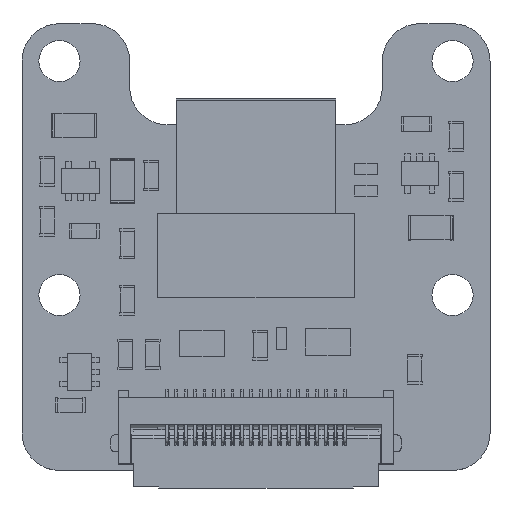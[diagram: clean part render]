
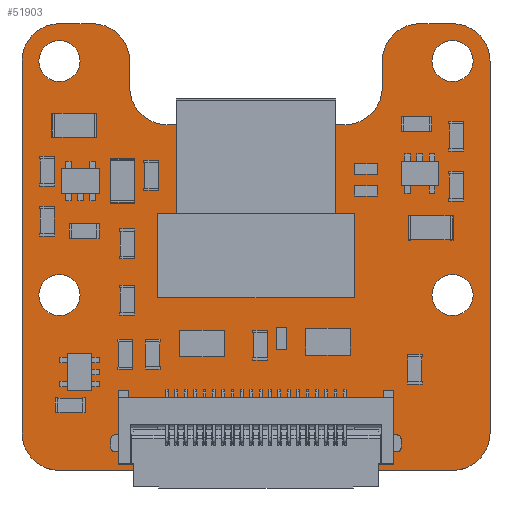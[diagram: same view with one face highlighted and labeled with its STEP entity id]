
A CAD part, top view. The second image highlights one B-rep face of the part: STEP entity #51903.
In plain terms, the highlighted planar face has unit normal (0, 0, 1).
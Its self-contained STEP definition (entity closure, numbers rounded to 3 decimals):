
#51230 = VERTEX_POINT('',#51231);
#51231 = CARTESIAN_POINT('',(-12.5,-30.956,0.));
#51237 = EDGE_CURVE('',#51230,#51238,#51240,.T.);
#51238 = VERTEX_POINT('',#51239);
#51239 = CARTESIAN_POINT('',(-10.5,-32.956,0.));
#51240 = CIRCLE('',#51241,2.001);
#51241 = AXIS2_PLACEMENT_3D('',#51242,#51243,#51244);
#51242 = CARTESIAN_POINT('',(-10.499,-30.955,0.));
#51243 = DIRECTION('',(0.,0.,1.));
#51244 = DIRECTION('',(-1.,0.,0.));
#51270 = EDGE_CURVE('',#51238,#51271,#51273,.T.);
#51271 = VERTEX_POINT('',#51272);
#51272 = CARTESIAN_POINT('',(10.5,-32.956,0.));
#51273 = LINE('',#51274,#51275);
#51274 = CARTESIAN_POINT('',(-10.5,-32.956,0.));
#51275 = VECTOR('',#51276,1.);
#51276 = DIRECTION('',(1.,0.,0.));
#51301 = EDGE_CURVE('',#51271,#51302,#51304,.T.);
#51302 = VERTEX_POINT('',#51303);
#51303 = CARTESIAN_POINT('',(12.5,-30.956,0.));
#51304 = CIRCLE('',#51305,2.001);
#51305 = AXIS2_PLACEMENT_3D('',#51306,#51307,#51308);
#51306 = CARTESIAN_POINT('',(10.499,-30.955,0.));
#51307 = DIRECTION('',(0.,0.,1.));
#51308 = DIRECTION('',(0.,-1.,0.));
#51334 = EDGE_CURVE('',#51302,#51335,#51337,.T.);
#51335 = VERTEX_POINT('',#51336);
#51336 = CARTESIAN_POINT('',(12.5,-11.094,0.));
#51337 = LINE('',#51338,#51339);
#51338 = CARTESIAN_POINT('',(12.5,-30.956,0.));
#51339 = VECTOR('',#51340,1.);
#51340 = DIRECTION('',(0.,1.,0.));
#51365 = EDGE_CURVE('',#51335,#51366,#51368,.T.);
#51366 = VERTEX_POINT('',#51367);
#51367 = CARTESIAN_POINT('',(10.5,-9.094,0.));
#51368 = CIRCLE('',#51369,2.001);
#51369 = AXIS2_PLACEMENT_3D('',#51370,#51371,#51372);
#51370 = CARTESIAN_POINT('',(10.499,-11.095,0.));
#51371 = DIRECTION('',(0.,0.,1.));
#51372 = DIRECTION('',(1.,0.,0.));
#51398 = EDGE_CURVE('',#51366,#51399,#51401,.T.);
#51399 = VERTEX_POINT('',#51400);
#51400 = CARTESIAN_POINT('',(8.75,-9.094,0.));
#51401 = LINE('',#51402,#51403);
#51402 = CARTESIAN_POINT('',(10.5,-9.094,0.));
#51403 = VECTOR('',#51404,1.);
#51404 = DIRECTION('',(-1.,0.,0.));
#51429 = EDGE_CURVE('',#51399,#51430,#51432,.T.);
#51430 = VERTEX_POINT('',#51431);
#51431 = CARTESIAN_POINT('',(6.75,-11.094,0.));
#51432 = CIRCLE('',#51433,2.001);
#51433 = AXIS2_PLACEMENT_3D('',#51434,#51435,#51436);
#51434 = CARTESIAN_POINT('',(8.751,-11.095,0.));
#51435 = DIRECTION('',(0.,0.,1.));
#51436 = DIRECTION('',(0.,1.,0.));
#51462 = EDGE_CURVE('',#51430,#51463,#51465,.T.);
#51463 = VERTEX_POINT('',#51464);
#51464 = CARTESIAN_POINT('',(6.75,-12.49,0.));
#51465 = LINE('',#51466,#51467);
#51466 = CARTESIAN_POINT('',(6.75,-11.094,0.));
#51467 = VECTOR('',#51468,1.);
#51468 = DIRECTION('',(0.,-1.,0.));
#51493 = EDGE_CURVE('',#51463,#51494,#51496,.T.);
#51494 = VERTEX_POINT('',#51495);
#51495 = CARTESIAN_POINT('',(4.75,-14.49,0.));
#51496 = CIRCLE('',#51497,2.001);
#51497 = AXIS2_PLACEMENT_3D('',#51498,#51499,#51500);
#51498 = CARTESIAN_POINT('',(4.749,-12.489,0.));
#51499 = DIRECTION('',(0.,0.,-1.));
#51500 = DIRECTION('',(1.,0.,0.));
#51526 = EDGE_CURVE('',#51494,#51527,#51529,.T.);
#51527 = VERTEX_POINT('',#51528);
#51528 = CARTESIAN_POINT('',(-4.75,-14.49,0.));
#51529 = LINE('',#51530,#51531);
#51530 = CARTESIAN_POINT('',(4.75,-14.49,0.));
#51531 = VECTOR('',#51532,1.);
#51532 = DIRECTION('',(-1.,0.,0.));
#51557 = EDGE_CURVE('',#51527,#51558,#51560,.T.);
#51558 = VERTEX_POINT('',#51559);
#51559 = CARTESIAN_POINT('',(-6.75,-12.49,0.));
#51560 = CIRCLE('',#51561,2.001);
#51561 = AXIS2_PLACEMENT_3D('',#51562,#51563,#51564);
#51562 = CARTESIAN_POINT('',(-4.749,-12.489,0.));
#51563 = DIRECTION('',(0.,0.,-1.));
#51564 = DIRECTION('',(0.,-1.,0.));
#51590 = EDGE_CURVE('',#51558,#51591,#51593,.T.);
#51591 = VERTEX_POINT('',#51592);
#51592 = CARTESIAN_POINT('',(-6.75,-11.094,0.));
#51593 = LINE('',#51594,#51595);
#51594 = CARTESIAN_POINT('',(-6.75,-12.49,0.));
#51595 = VECTOR('',#51596,1.);
#51596 = DIRECTION('',(0.,1.,0.));
#51621 = EDGE_CURVE('',#51591,#51622,#51624,.T.);
#51622 = VERTEX_POINT('',#51623);
#51623 = CARTESIAN_POINT('',(-8.745,-9.094,0.));
#51624 = CIRCLE('',#51625,2.001);
#51625 = AXIS2_PLACEMENT_3D('',#51626,#51627,#51628);
#51626 = CARTESIAN_POINT('',(-8.751,-11.095,0.));
#51627 = DIRECTION('',(0.,0.,1.));
#51628 = DIRECTION('',(1.,0.,0.));
#51654 = EDGE_CURVE('',#51622,#51655,#51657,.T.);
#51655 = VERTEX_POINT('',#51656);
#51656 = CARTESIAN_POINT('',(-10.5,-9.094,0.));
#51657 = LINE('',#51658,#51659);
#51658 = CARTESIAN_POINT('',(-8.745,-9.094,0.));
#51659 = VECTOR('',#51660,1.);
#51660 = DIRECTION('',(-1.,0.,0.));
#51685 = EDGE_CURVE('',#51655,#51686,#51688,.T.);
#51686 = VERTEX_POINT('',#51687);
#51687 = CARTESIAN_POINT('',(-12.5,-11.094,0.));
#51688 = CIRCLE('',#51689,2.001);
#51689 = AXIS2_PLACEMENT_3D('',#51690,#51691,#51692);
#51690 = CARTESIAN_POINT('',(-10.499,-11.095,0.));
#51691 = DIRECTION('',(0.,0.,1.));
#51692 = DIRECTION('',(0.,1.,0.));
#51718 = EDGE_CURVE('',#51686,#51230,#51719,.T.);
#51719 = LINE('',#51720,#51721);
#51720 = CARTESIAN_POINT('',(-12.5,-11.094,0.));
#51721 = VECTOR('',#51722,1.);
#51722 = DIRECTION('',(0.,-1.,0.));
#51742 = VERTEX_POINT('',#51743);
#51743 = CARTESIAN_POINT('',(-9.4,-23.594,0.));
#51749 = EDGE_CURVE('',#51742,#51742,#51750,.T.);
#51750 = CIRCLE('',#51751,1.1);
#51751 = AXIS2_PLACEMENT_3D('',#51752,#51753,#51754);
#51752 = CARTESIAN_POINT('',(-10.5,-23.594,0.));
#51753 = DIRECTION('',(0.,0.,1.));
#51754 = DIRECTION('',(1.,0.,0.));
#51775 = VERTEX_POINT('',#51776);
#51776 = CARTESIAN_POINT('',(-9.4,-11.094,0.));
#51782 = EDGE_CURVE('',#51775,#51775,#51783,.T.);
#51783 = CIRCLE('',#51784,1.1);
#51784 = AXIS2_PLACEMENT_3D('',#51785,#51786,#51787);
#51785 = CARTESIAN_POINT('',(-10.5,-11.094,0.));
#51786 = DIRECTION('',(0.,0.,1.));
#51787 = DIRECTION('',(1.,0.,0.));
#51808 = VERTEX_POINT('',#51809);
#51809 = CARTESIAN_POINT('',(11.6,-23.594,0.));
#51815 = EDGE_CURVE('',#51808,#51808,#51816,.T.);
#51816 = CIRCLE('',#51817,1.1);
#51817 = AXIS2_PLACEMENT_3D('',#51818,#51819,#51820);
#51818 = CARTESIAN_POINT('',(10.5,-23.594,0.));
#51819 = DIRECTION('',(0.,0.,1.));
#51820 = DIRECTION('',(1.,0.,0.));
#51841 = VERTEX_POINT('',#51842);
#51842 = CARTESIAN_POINT('',(11.6,-11.094,0.));
#51848 = EDGE_CURVE('',#51841,#51841,#51849,.T.);
#51849 = CIRCLE('',#51850,1.1);
#51850 = AXIS2_PLACEMENT_3D('',#51851,#51852,#51853);
#51851 = CARTESIAN_POINT('',(10.5,-11.094,0.));
#51852 = DIRECTION('',(0.,0.,1.));
#51853 = DIRECTION('',(1.,0.,0.));
#51903 = ADVANCED_FACE('',(#51904,#51922,#51925,#51928,#51931),#51934,
  .F.);
#51904 = FACE_BOUND('',#51905,.T.);
#51905 = EDGE_LOOP('',(#51906,#51907,#51908,#51909,#51910,#51911,#51912,
    #51913,#51914,#51915,#51916,#51917,#51918,#51919,#51920,#51921));
#51906 = ORIENTED_EDGE('',*,*,#51237,.T.);
#51907 = ORIENTED_EDGE('',*,*,#51270,.T.);
#51908 = ORIENTED_EDGE('',*,*,#51301,.T.);
#51909 = ORIENTED_EDGE('',*,*,#51334,.T.);
#51910 = ORIENTED_EDGE('',*,*,#51365,.T.);
#51911 = ORIENTED_EDGE('',*,*,#51398,.T.);
#51912 = ORIENTED_EDGE('',*,*,#51429,.T.);
#51913 = ORIENTED_EDGE('',*,*,#51462,.T.);
#51914 = ORIENTED_EDGE('',*,*,#51493,.T.);
#51915 = ORIENTED_EDGE('',*,*,#51526,.T.);
#51916 = ORIENTED_EDGE('',*,*,#51557,.T.);
#51917 = ORIENTED_EDGE('',*,*,#51590,.T.);
#51918 = ORIENTED_EDGE('',*,*,#51621,.T.);
#51919 = ORIENTED_EDGE('',*,*,#51654,.T.);
#51920 = ORIENTED_EDGE('',*,*,#51685,.T.);
#51921 = ORIENTED_EDGE('',*,*,#51718,.T.);
#51922 = FACE_BOUND('',#51923,.F.);
#51923 = EDGE_LOOP('',(#51924));
#51924 = ORIENTED_EDGE('',*,*,#51749,.T.);
#51925 = FACE_BOUND('',#51926,.F.);
#51926 = EDGE_LOOP('',(#51927));
#51927 = ORIENTED_EDGE('',*,*,#51782,.T.);
#51928 = FACE_BOUND('',#51929,.F.);
#51929 = EDGE_LOOP('',(#51930));
#51930 = ORIENTED_EDGE('',*,*,#51815,.T.);
#51931 = FACE_BOUND('',#51932,.F.);
#51932 = EDGE_LOOP('',(#51933));
#51933 = ORIENTED_EDGE('',*,*,#51848,.T.);
#51934 = PLANE('',#51935);
#51935 = AXIS2_PLACEMENT_3D('',#51936,#51937,#51938);
#51936 = CARTESIAN_POINT('',(-12.5,-30.956,0.));
#51937 = DIRECTION('',(0.,0.,-1.));
#51938 = DIRECTION('',(-1.,0.,0.));
